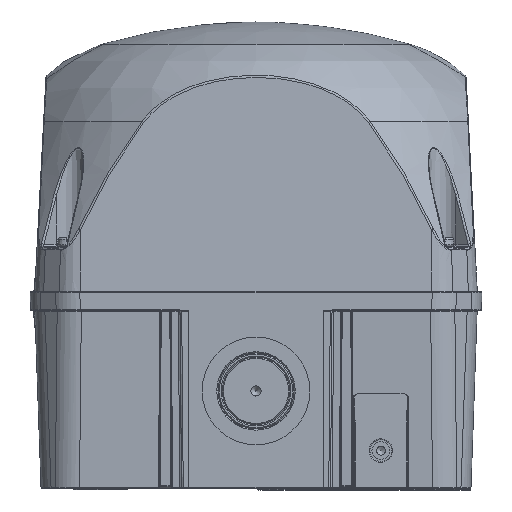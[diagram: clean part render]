
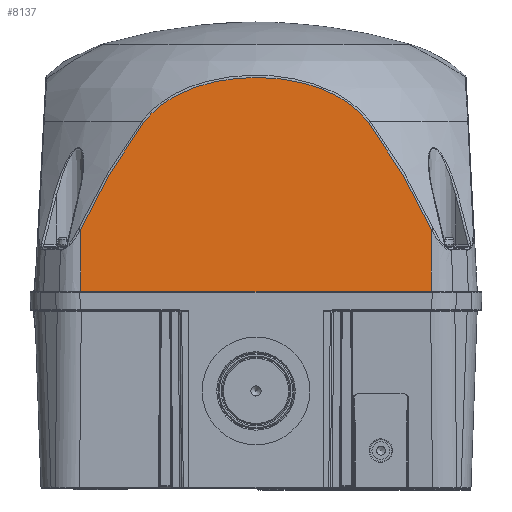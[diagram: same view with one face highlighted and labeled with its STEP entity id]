
A CAD part, front view. The second image highlights one B-rep face of the part: STEP entity #8137.
In plain terms, the highlighted planar face has unit normal (0, -0.999, 0.052).
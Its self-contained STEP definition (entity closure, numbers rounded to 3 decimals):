
#3619=FACE_OUTER_BOUND('',#16791,.T.);
#8137=ADVANCED_FACE('',(#3619),#11079,.T.);
#11079=PLANE('',#67782);
#16791=EDGE_LOOP('',(#31178,#31179,#31180,#31181,#31182,#31183));
#19281=B_SPLINE_CURVE_WITH_KNOTS('',3,(#112265,#112266,#112267,#112268,#112269,
#112270),.UNSPECIFIED.,.F.,.F.,(4,2,4),(0.,0.5,1.),.UNSPECIFIED.);
#19282=B_SPLINE_CURVE_WITH_KNOTS('',3,(#112272,#112273,#112274,#112275,#112276,
#112277,#112278,#112279,#112280,#112281,#112282,#112283,#112284,#112285,
#112286,#112287,#112288,#112289,#112290,#112291,#112292,#112293,#112294,
#112295,#112296,#112297,#112298,#112299,#112300,#112301,#112302,#112303,
#112304,#112305,#112306,#112307,#112308,#112309,#112310,#112311,#112312,
#112313,#112314,#112315,#112316,#112317,#112318,#112319,#112320,#112321,
#112322,#112323,#112324),.UNSPECIFIED.,.F.,.F.,(4,2,2,2,2,2,2,2,2,2,2,2,
2,2,2,2,2,1,2,2,2,2,2,2,2,2,4),(0.,0.031,0.063,
0.094,0.125,0.156,0.188,0.219,0.25,0.281,0.313,0.344,
0.375,0.5,0.563,0.594,0.625,0.688,0.719,0.75,0.781,0.813,0.844,
0.875,0.906,0.938,1.),.UNSPECIFIED.);
#19283=B_SPLINE_CURVE_WITH_KNOTS('',3,(#112326,#112327,#112328,#112329,#112330,
#112331),.UNSPECIFIED.,.F.,.F.,(4,2,4),(0.,0.5,1.),.UNSPECIFIED.);
#31178=ORIENTED_EDGE('',*,*,#50354,.T.);
#31179=ORIENTED_EDGE('',*,*,#50355,.T.);
#31180=ORIENTED_EDGE('',*,*,#50356,.T.);
#31181=ORIENTED_EDGE('',*,*,#50357,.T.);
#31182=ORIENTED_EDGE('',*,*,#50351,.T.);
#31183=ORIENTED_EDGE('',*,*,#50358,.T.);
#42407=VERTEX_POINT('',#112245);
#42408=VERTEX_POINT('',#112246);
#42409=VERTEX_POINT('',#112263);
#42410=VERTEX_POINT('',#112264);
#42411=VERTEX_POINT('',#112271);
#42412=VERTEX_POINT('',#112325);
#50351=EDGE_CURVE('',#42407,#42408,#57790,.T.);
#50354=EDGE_CURVE('',#42409,#42410,#57791,.T.);
#50355=EDGE_CURVE('',#42410,#42411,#19281,.T.);
#50356=EDGE_CURVE('',#42411,#42412,#19282,.T.);
#50357=EDGE_CURVE('',#42412,#42407,#19283,.T.);
#50358=EDGE_CURVE('',#42408,#42409,#57792,.T.);
#57790=LINE('',#112244,#63026);
#57791=LINE('',#112262,#63027);
#57792=LINE('',#112332,#63028);
#63026=VECTOR('',#81052,1.);
#63027=VECTOR('',#81057,1.);
#63028=VECTOR('',#81058,1.);
#67782=AXIS2_PLACEMENT_3D('',#112333,#81059,#81060);
#81052=DIRECTION('',(0.,-0.052,-0.999));
#81057=DIRECTION('',(0.,0.052,0.999));
#81058=DIRECTION('',(1.,0.,0.));
#81059=DIRECTION('',(0.,-0.999,0.052));
#81060=DIRECTION('',(0.,0.052,0.999));
#112244=CARTESIAN_POINT('',(-51.18,-196.5,1.35));
#112245=CARTESIAN_POINT('',(-51.18,-195.491,20.608));
#112246=CARTESIAN_POINT('',(-51.18,-196.5,1.35));
#112262=CARTESIAN_POINT('',(51.347,-196.5,1.35));
#112263=CARTESIAN_POINT('',(51.347,-196.5,1.35));
#112264=CARTESIAN_POINT('',(51.347,-195.491,20.608));
#112265=CARTESIAN_POINT('',(51.347,-195.491,20.608));
#112266=CARTESIAN_POINT('',(48.747,-195.203,26.091));
#112267=CARTESIAN_POINT('',(45.965,-194.922,31.467));
#112268=CARTESIAN_POINT('',(39.907,-194.373,41.928));
#112269=CARTESIAN_POINT('',(36.639,-194.107,47.018));
#112270=CARTESIAN_POINT('',(32.972,-193.852,51.875));
#112271=CARTESIAN_POINT('',(32.972,-193.852,51.875));
#112272=CARTESIAN_POINT('',(32.972,-193.852,51.875));
#112273=CARTESIAN_POINT('',(32.516,-193.82,52.479));
#112274=CARTESIAN_POINT('',(32.03,-193.79,53.064));
#112275=CARTESIAN_POINT('',(30.999,-193.73,54.198));
#112276=CARTESIAN_POINT('',(30.424,-193.7,54.772));
#112277=CARTESIAN_POINT('',(29.33,-193.648,55.779));
#112278=CARTESIAN_POINT('',(28.756,-193.622,56.264));
#112279=CARTESIAN_POINT('',(27.557,-193.573,57.201));
#112280=CARTESIAN_POINT('',(26.896,-193.548,57.675));
#112281=CARTESIAN_POINT('',(25.661,-193.505,58.496));
#112282=CARTESIAN_POINT('',(25.022,-193.485,58.89));
#112283=CARTESIAN_POINT('',(23.698,-193.445,59.644));
#112284=CARTESIAN_POINT('',(22.974,-193.425,60.024));
#112285=CARTESIAN_POINT('',(21.64,-193.391,60.674));
#112286=CARTESIAN_POINT('',(20.954,-193.375,60.984));
#112287=CARTESIAN_POINT('',(19.548,-193.344,61.571));
#112288=CARTESIAN_POINT('',(18.791,-193.329,61.862));
#112289=CARTESIAN_POINT('',(17.384,-193.303,62.361));
#112290=CARTESIAN_POINT('',(16.667,-193.29,62.596));
#112291=CARTESIAN_POINT('',(15.205,-193.267,63.034));
#112292=CARTESIAN_POINT('',(14.43,-193.256,63.244));
#112293=CARTESIAN_POINT('',(12.97,-193.237,63.606));
#112294=CARTESIAN_POINT('',(12.23,-193.229,63.772));
#112295=CARTESIAN_POINT('',(10.73,-193.213,64.073));
#112296=CARTESIAN_POINT('',(9.941,-193.205,64.214));
#112297=CARTESIAN_POINT('',(6.244,-193.175,64.793));
#112298=CARTESIAN_POINT('',(3.208,-193.163,65.026));
#112299=CARTESIAN_POINT('',(-1.411,-193.163,65.03));
#112300=CARTESIAN_POINT('',(-2.888,-193.165,64.978));
#112301=CARTESIAN_POINT('',(-5.204,-193.174,64.807));
#112302=CARTESIAN_POINT('',(-5.969,-193.178,64.735));
#112303=CARTESIAN_POINT('',(-7.485,-193.187,64.563));
#112304=CARTESIAN_POINT('',(-8.201,-193.192,64.467));
#112305=CARTESIAN_POINT('',(-10.538,-193.211,64.103));
#112306=CARTESIAN_POINT('',(-12.815,-193.235,63.645));
#112307=CARTESIAN_POINT('',(-15.003,-193.267,63.046));
#112308=CARTESIAN_POINT('',(-16.441,-193.289,62.615));
#112309=CARTESIAN_POINT('',(-17.109,-193.301,62.399));
#112310=CARTESIAN_POINT('',(-18.589,-193.328,61.876));
#112311=CARTESIAN_POINT('',(-19.312,-193.343,61.598));
#112312=CARTESIAN_POINT('',(-20.725,-193.373,61.01));
#112313=CARTESIAN_POINT('',(-21.378,-193.389,60.717));
#112314=CARTESIAN_POINT('',(-22.798,-193.425,60.026));
#112315=CARTESIAN_POINT('',(-23.486,-193.444,59.663));
#112316=CARTESIAN_POINT('',(-24.819,-193.484,58.904));
#112317=CARTESIAN_POINT('',(-25.431,-193.503,58.53));
#112318=CARTESIAN_POINT('',(-26.743,-193.549,57.659));
#112319=CARTESIAN_POINT('',(-27.373,-193.573,57.206));
#112320=CARTESIAN_POINT('',(-28.58,-193.622,56.266));
#112321=CARTESIAN_POINT('',(-29.128,-193.646,55.805));
#112322=CARTESIAN_POINT('',(-30.863,-193.73,54.212));
#112323=CARTESIAN_POINT('',(-31.897,-193.789,53.079));
#112324=CARTESIAN_POINT('',(-32.806,-193.852,51.875));
#112325=CARTESIAN_POINT('',(-32.806,-193.852,51.875));
#112326=CARTESIAN_POINT('',(-32.806,-193.852,51.875));
#112327=CARTESIAN_POINT('',(-36.473,-194.107,47.018));
#112328=CARTESIAN_POINT('',(-39.741,-194.373,41.928));
#112329=CARTESIAN_POINT('',(-45.799,-194.922,31.467));
#112330=CARTESIAN_POINT('',(-48.581,-195.203,26.091));
#112331=CARTESIAN_POINT('',(-51.18,-195.491,20.608));
#112332=CARTESIAN_POINT('',(64.833,-196.5,1.35));
#112333=CARTESIAN_POINT('',(0.083,-196.5,1.35));
